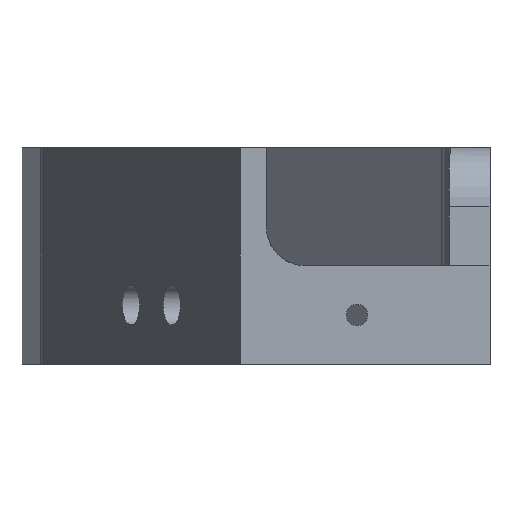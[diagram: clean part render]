
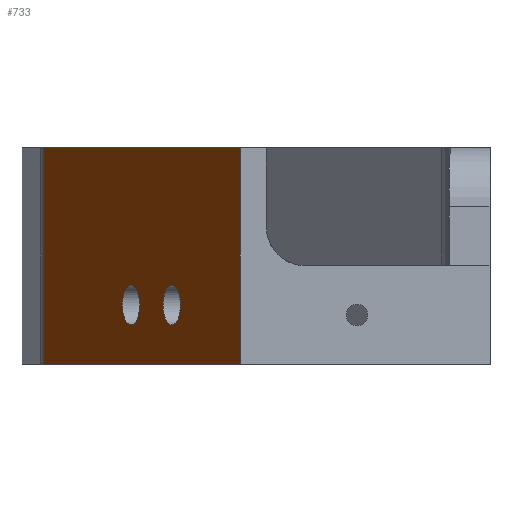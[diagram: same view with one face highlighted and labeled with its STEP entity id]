
A CAD part, front view. The second image highlights one B-rep face of the part: STEP entity #733.
In plain terms, the highlighted planar face has unit normal (-0.916, -0.401, 0).
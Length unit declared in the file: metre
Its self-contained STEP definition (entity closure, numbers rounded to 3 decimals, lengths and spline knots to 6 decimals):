
#14=ELLIPSE('',#817,0.005458,0.005);
#15=ELLIPSE('',#818,0.005458,0.005);
#28=LINE('',#1138,#88);
#38=LINE('',#1171,#98);
#52=LINE('',#1218,#112);
#53=LINE('',#1224,#113);
#88=VECTOR('',#907,1.);
#98=VECTOR('',#931,1.);
#112=VECTOR('',#971,1.);
#113=VECTOR('',#978,1.);
#143=PLANE('',#816);
#232=ORIENTED_EDGE('',*,*,#429,.F.);
#233=ORIENTED_EDGE('',*,*,#430,.F.);
#234=ORIENTED_EDGE('',*,*,#387,.F.);
#235=ORIENTED_EDGE('',*,*,#431,.T.);
#236=ORIENTED_EDGE('',*,*,#403,.T.);
#237=ORIENTED_EDGE('',*,*,#428,.F.);
#387=EDGE_CURVE('',#490,#491,#28,.T.);
#403=EDGE_CURVE('',#507,#506,#38,.T.);
#428=EDGE_CURVE('',#491,#506,#52,.T.);
#429=EDGE_CURVE('',#527,#527,#14,.F.);
#430=EDGE_CURVE('',#528,#528,#15,.F.);
#431=EDGE_CURVE('',#490,#507,#53,.T.);
#490=VERTEX_POINT('',#1137);
#491=VERTEX_POINT('',#1139);
#506=VERTEX_POINT('',#1170);
#507=VERTEX_POINT('',#1172);
#527=VERTEX_POINT('',#1221);
#528=VERTEX_POINT('',#1223);
#595=EDGE_LOOP('',(#232));
#596=EDGE_LOOP('',(#233));
#597=EDGE_LOOP('',(#234,#235,#236,#237));
#658=FACE_BOUND('',#595,.T.);
#659=FACE_BOUND('',#596,.T.);
#660=FACE_BOUND('',#597,.T.);
#733=ADVANCED_FACE('',(#658,#659,#660),#143,.F.);
#816=AXIS2_PLACEMENT_3D('',#1219,#972,#973);
#817=AXIS2_PLACEMENT_3D('',#1220,#974,#975);
#818=AXIS2_PLACEMENT_3D('',#1222,#976,#977);
#907=DIRECTION('',(0.401,-0.916,0.));
#931=DIRECTION('',(0.401,-0.916,0.));
#971=DIRECTION('',(0.,0.,-1.));
#972=DIRECTION('',(0.916,0.401,0.));
#973=DIRECTION('',(-0.401,0.916,0.));
#974=DIRECTION('',(0.916,0.401,0.));
#975=DIRECTION('',(0.401,-0.916,0.));
#976=DIRECTION('',(0.916,0.401,0.));
#977=DIRECTION('',(0.401,-0.916,0.));
#978=DIRECTION('',(0.,0.,-1.));
#1137=CARTESIAN_POINT('',(-0.173463,0.046814,0.055));
#1138=CARTESIAN_POINT('',(-0.148783,-0.009602,0.055));
#1139=CARTESIAN_POINT('',(-0.123454,-0.0675,0.055));
#1170=CARTESIAN_POINT('',(-0.123454,-0.0675,0.));
#1171=CARTESIAN_POINT('',(-0.148783,-0.009602,0.));
#1172=CARTESIAN_POINT('',(-0.173463,0.046814,0.));
#1218=CARTESIAN_POINT('',(-0.123454,-0.0675,0.055002));
#1219=CARTESIAN_POINT('',(-0.148783,-0.009602,0.055002));
#1220=CARTESIAN_POINT('',(-0.151302,-0.003843,0.015));
#1221=CARTESIAN_POINT('',(-0.149115,-0.008843,0.015));
#1222=CARTESIAN_POINT('',(-0.140953,-0.0275,0.015));
#1223=CARTESIAN_POINT('',(-0.138765,-0.0325,0.015));
#1224=CARTESIAN_POINT('',(-0.173463,0.046814,0.055002));
